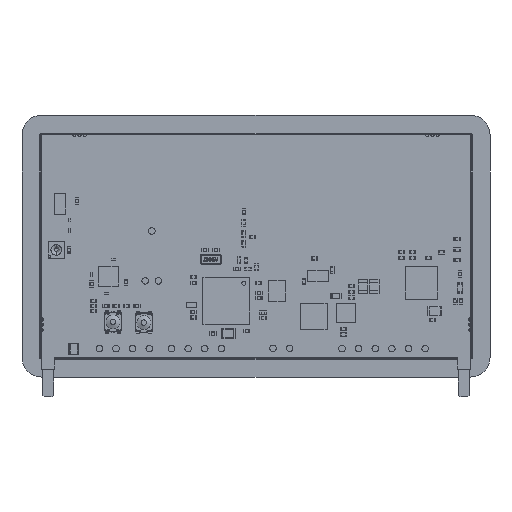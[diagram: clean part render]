
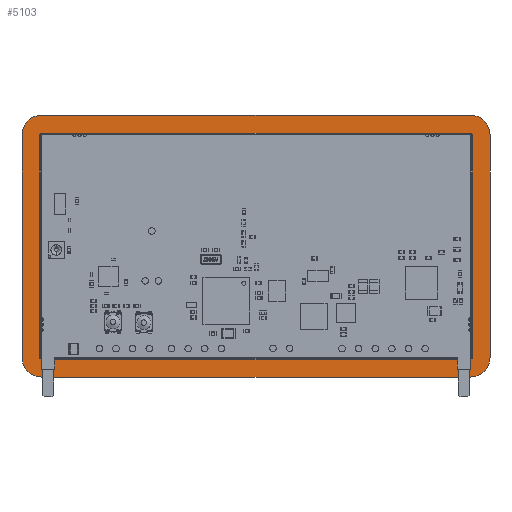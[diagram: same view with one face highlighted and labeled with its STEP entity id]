
A CAD part, top view. The second image highlights one B-rep face of the part: STEP entity #5103.
In plain terms, the highlighted face is planar.
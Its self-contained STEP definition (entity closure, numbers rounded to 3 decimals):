
#5103 = ADVANCED_FACE('',(#5104,#5174),#5244,.T.);
#5104 = FACE_BOUND('',#5105,.T.);
#5105 = EDGE_LOOP('',(#5106,#5117,#5125,#5134,#5142,#5151,#5159,#5168));
#5106 = ORIENTED_EDGE('',*,*,#5107,.T.);
#5107 = EDGE_CURVE('',#5108,#5110,#5112,.T.);
#5108 = VERTEX_POINT('',#5109);
#5109 = CARTESIAN_POINT('',(-32.75,0.05,17.268));
#5110 = VERTEX_POINT('',#5111);
#5111 = CARTESIAN_POINT('',(-33.018,0.05,17.));
#5112 = CIRCLE('',#5113,0.268);
#5113 = AXIS2_PLACEMENT_3D('',#5114,#5115,#5116);
#5114 = CARTESIAN_POINT('',(-32.75,0.05,17.));
#5115 = DIRECTION('',(0.,-1.,0.));
#5116 = DIRECTION('',(0.,0.,1.));
#5117 = ORIENTED_EDGE('',*,*,#5118,.T.);
#5118 = EDGE_CURVE('',#5110,#5119,#5121,.T.);
#5119 = VERTEX_POINT('',#5120);
#5120 = CARTESIAN_POINT('',(-33.018,0.05,-17.));
#5121 = LINE('',#5122,#5123);
#5122 = CARTESIAN_POINT('',(-33.018,0.05,-17.));
#5123 = VECTOR('',#5124,1.);
#5124 = DIRECTION('',(0.,0.,-1.));
#5125 = ORIENTED_EDGE('',*,*,#5126,.T.);
#5126 = EDGE_CURVE('',#5119,#5127,#5129,.T.);
#5127 = VERTEX_POINT('',#5128);
#5128 = CARTESIAN_POINT('',(-32.75,0.05,-17.268));
#5129 = CIRCLE('',#5130,0.268);
#5130 = AXIS2_PLACEMENT_3D('',#5131,#5132,#5133);
#5131 = CARTESIAN_POINT('',(-32.75,0.05,-17.));
#5132 = DIRECTION('',(0.,-1.,0.));
#5133 = DIRECTION('',(0.,0.,1.));
#5134 = ORIENTED_EDGE('',*,*,#5135,.T.);
#5135 = EDGE_CURVE('',#5127,#5136,#5138,.T.);
#5136 = VERTEX_POINT('',#5137);
#5137 = CARTESIAN_POINT('',(32.75,0.05,-17.268));
#5138 = LINE('',#5139,#5140);
#5139 = CARTESIAN_POINT('',(32.75,0.05,-17.268));
#5140 = VECTOR('',#5141,1.);
#5141 = DIRECTION('',(1.,0.,0.));
#5142 = ORIENTED_EDGE('',*,*,#5143,.T.);
#5143 = EDGE_CURVE('',#5136,#5144,#5146,.T.);
#5144 = VERTEX_POINT('',#5145);
#5145 = CARTESIAN_POINT('',(33.018,0.05,-17.));
#5146 = CIRCLE('',#5147,0.268);
#5147 = AXIS2_PLACEMENT_3D('',#5148,#5149,#5150);
#5148 = CARTESIAN_POINT('',(32.75,0.05,-17.));
#5149 = DIRECTION('',(0.,-1.,0.));
#5150 = DIRECTION('',(0.,0.,1.));
#5151 = ORIENTED_EDGE('',*,*,#5152,.T.);
#5152 = EDGE_CURVE('',#5144,#5153,#5155,.T.);
#5153 = VERTEX_POINT('',#5154);
#5154 = CARTESIAN_POINT('',(33.018,0.05,17.));
#5155 = LINE('',#5156,#5157);
#5156 = CARTESIAN_POINT('',(33.018,0.05,17.));
#5157 = VECTOR('',#5158,1.);
#5158 = DIRECTION('',(0.,0.,1.));
#5159 = ORIENTED_EDGE('',*,*,#5160,.T.);
#5160 = EDGE_CURVE('',#5153,#5161,#5163,.T.);
#5161 = VERTEX_POINT('',#5162);
#5162 = CARTESIAN_POINT('',(32.75,0.05,17.268));
#5163 = CIRCLE('',#5164,0.268);
#5164 = AXIS2_PLACEMENT_3D('',#5165,#5166,#5167);
#5165 = CARTESIAN_POINT('',(32.75,0.05,17.));
#5166 = DIRECTION('',(0.,-1.,0.));
#5167 = DIRECTION('',(0.,0.,1.));
#5168 = ORIENTED_EDGE('',*,*,#5169,.T.);
#5169 = EDGE_CURVE('',#5161,#5108,#5170,.T.);
#5170 = LINE('',#5171,#5172);
#5171 = CARTESIAN_POINT('',(-32.75,0.05,17.268));
#5172 = VECTOR('',#5173,1.);
#5173 = DIRECTION('',(-1.,0.,0.));
#5174 = FACE_BOUND('',#5175,.T.);
#5175 = EDGE_LOOP('',(#5176,#5187,#5195,#5204,#5212,#5221,#5229,#5238));
#5176 = ORIENTED_EDGE('',*,*,#5177,.T.);
#5177 = EDGE_CURVE('',#5178,#5180,#5182,.T.);
#5178 = VERTEX_POINT('',#5179);
#5179 = CARTESIAN_POINT('',(35.75,0.05,-17.));
#5180 = VERTEX_POINT('',#5181);
#5181 = CARTESIAN_POINT('',(32.75,0.05,-20.));
#5182 = CIRCLE('',#5183,3.);
#5183 = AXIS2_PLACEMENT_3D('',#5184,#5185,#5186);
#5184 = CARTESIAN_POINT('',(32.75,0.05,-17.));
#5185 = DIRECTION('',(0.,1.,0.));
#5186 = DIRECTION('',(0.,0.,1.));
#5187 = ORIENTED_EDGE('',*,*,#5188,.T.);
#5188 = EDGE_CURVE('',#5180,#5189,#5191,.T.);
#5189 = VERTEX_POINT('',#5190);
#5190 = CARTESIAN_POINT('',(-32.75,0.05,-20.));
#5191 = LINE('',#5192,#5193);
#5192 = CARTESIAN_POINT('',(-32.75,0.05,-20.));
#5193 = VECTOR('',#5194,1.);
#5194 = DIRECTION('',(-1.,0.,0.));
#5195 = ORIENTED_EDGE('',*,*,#5196,.T.);
#5196 = EDGE_CURVE('',#5189,#5197,#5199,.T.);
#5197 = VERTEX_POINT('',#5198);
#5198 = CARTESIAN_POINT('',(-35.75,0.05,-17.));
#5199 = CIRCLE('',#5200,3.);
#5200 = AXIS2_PLACEMENT_3D('',#5201,#5202,#5203);
#5201 = CARTESIAN_POINT('',(-32.75,0.05,-17.));
#5202 = DIRECTION('',(0.,1.,0.));
#5203 = DIRECTION('',(0.,0.,1.));
#5204 = ORIENTED_EDGE('',*,*,#5205,.T.);
#5205 = EDGE_CURVE('',#5197,#5206,#5208,.T.);
#5206 = VERTEX_POINT('',#5207);
#5207 = CARTESIAN_POINT('',(-35.75,0.05,17.));
#5208 = LINE('',#5209,#5210);
#5209 = CARTESIAN_POINT('',(-35.75,0.05,17.));
#5210 = VECTOR('',#5211,1.);
#5211 = DIRECTION('',(0.,0.,1.));
#5212 = ORIENTED_EDGE('',*,*,#5213,.T.);
#5213 = EDGE_CURVE('',#5206,#5214,#5216,.T.);
#5214 = VERTEX_POINT('',#5215);
#5215 = CARTESIAN_POINT('',(-32.75,0.05,20.));
#5216 = CIRCLE('',#5217,3.);
#5217 = AXIS2_PLACEMENT_3D('',#5218,#5219,#5220);
#5218 = CARTESIAN_POINT('',(-32.75,0.05,17.));
#5219 = DIRECTION('',(0.,1.,0.));
#5220 = DIRECTION('',(0.,0.,1.));
#5221 = ORIENTED_EDGE('',*,*,#5222,.T.);
#5222 = EDGE_CURVE('',#5214,#5223,#5225,.T.);
#5223 = VERTEX_POINT('',#5224);
#5224 = CARTESIAN_POINT('',(32.75,0.05,20.));
#5225 = LINE('',#5226,#5227);
#5226 = CARTESIAN_POINT('',(-32.75,0.05,20.));
#5227 = VECTOR('',#5228,1.);
#5228 = DIRECTION('',(1.,0.,0.));
#5229 = ORIENTED_EDGE('',*,*,#5230,.T.);
#5230 = EDGE_CURVE('',#5223,#5231,#5233,.T.);
#5231 = VERTEX_POINT('',#5232);
#5232 = CARTESIAN_POINT('',(35.75,0.05,17.));
#5233 = CIRCLE('',#5234,3.);
#5234 = AXIS2_PLACEMENT_3D('',#5235,#5236,#5237);
#5235 = CARTESIAN_POINT('',(32.75,0.05,17.));
#5236 = DIRECTION('',(0.,1.,0.));
#5237 = DIRECTION('',(0.,0.,1.));
#5238 = ORIENTED_EDGE('',*,*,#5239,.T.);
#5239 = EDGE_CURVE('',#5231,#5178,#5240,.T.);
#5240 = LINE('',#5241,#5242);
#5241 = CARTESIAN_POINT('',(35.75,0.05,17.));
#5242 = VECTOR('',#5243,1.);
#5243 = DIRECTION('',(0.,0.,-1.));
#5244 = PLANE('',#5245);
#5245 = AXIS2_PLACEMENT_3D('',#5246,#5247,#5248);
#5246 = CARTESIAN_POINT('',(32.75,0.05,-17.));
#5247 = DIRECTION('',(0.,1.,0.));
#5248 = DIRECTION('',(0.,0.,1.));
